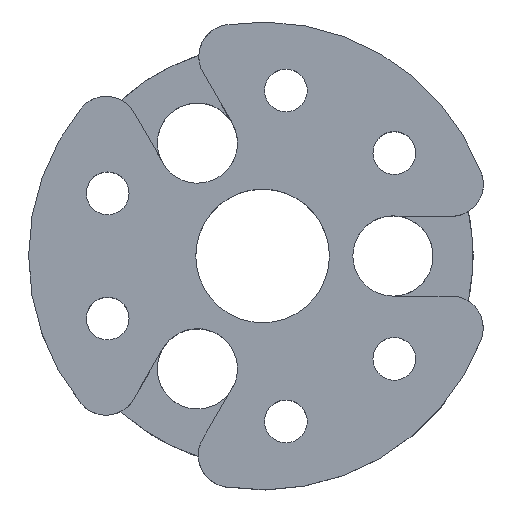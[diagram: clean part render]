
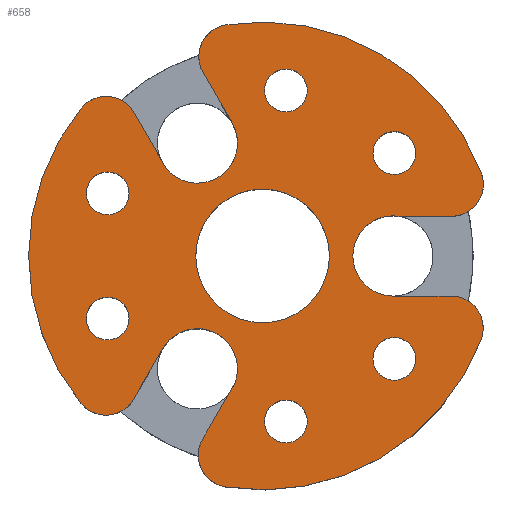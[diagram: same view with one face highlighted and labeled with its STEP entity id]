
A CAD part, top view. The second image highlights one B-rep face of the part: STEP entity #658.
In plain terms, the highlighted planar face has unit normal (0, 0, 1).
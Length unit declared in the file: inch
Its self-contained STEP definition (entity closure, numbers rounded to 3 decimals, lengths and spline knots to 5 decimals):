
#15=FACE_BOUND('',#85,.T.);
#16=FACE_BOUND('',#86,.T.);
#17=FACE_BOUND('',#87,.T.);
#18=FACE_BOUND('',#88,.T.);
#19=FACE_BOUND('',#89,.T.);
#20=FACE_BOUND('',#90,.T.);
#21=FACE_BOUND('',#91,.T.);
#33=PLANE('',#715);
#50=FACE_OUTER_BOUND('',#84,.T.);
#84=EDGE_LOOP('',(#453,#454,#455,#456,#457,#458,#459,#460,#461,#462,#463,
#464,#465,#466,#467,#468,#469,#470,#471));
#85=EDGE_LOOP('',(#472));
#86=EDGE_LOOP('',(#473));
#87=EDGE_LOOP('',(#474));
#88=EDGE_LOOP('',(#475));
#89=EDGE_LOOP('',(#476));
#90=EDGE_LOOP('',(#477));
#91=EDGE_LOOP('',(#478));
#135=LINE('',#1047,#178);
#136=LINE('',#1051,#179);
#137=LINE('',#1059,#180);
#138=LINE('',#1063,#181);
#139=LINE('',#1071,#182);
#140=LINE('',#1077,#183);
#178=VECTOR('',#826,0.3937);
#179=VECTOR('',#829,0.3937);
#180=VECTOR('',#836,0.3937);
#181=VECTOR('',#839,0.3937);
#182=VECTOR('',#846,0.3937);
#183=VECTOR('',#851,0.3937);
#217=CIRCLE('',#703,0.25);
#219=CIRCLE('',#706,0.12032);
#225=CIRCLE('',#714,0.875);
#226=CIRCLE('',#716,0.15);
#227=CIRCLE('',#717,0.12032);
#228=CIRCLE('',#718,0.875);
#229=CIRCLE('',#719,0.12032);
#230=CIRCLE('',#720,0.15);
#231=CIRCLE('',#721,0.12032);
#232=CIRCLE('',#722,0.875);
#233=CIRCLE('',#723,0.12032);
#234=CIRCLE('',#724,0.15);
#235=CIRCLE('',#725,0.15);
#236=CIRCLE('',#726,0.12032);
#237=CIRCLE('',#727,0.08005);
#238=CIRCLE('',#728,0.08005);
#239=CIRCLE('',#729,0.08005);
#240=CIRCLE('',#730,0.08005);
#241=CIRCLE('',#731,0.08005);
#242=CIRCLE('',#732,0.08005);
#273=VERTEX_POINT('',#1019);
#275=VERTEX_POINT('',#1025);
#276=VERTEX_POINT('',#1026);
#282=VERTEX_POINT('',#1042);
#283=VERTEX_POINT('',#1046);
#284=VERTEX_POINT('',#1048);
#285=VERTEX_POINT('',#1050);
#286=VERTEX_POINT('',#1052);
#287=VERTEX_POINT('',#1054);
#288=VERTEX_POINT('',#1056);
#289=VERTEX_POINT('',#1058);
#290=VERTEX_POINT('',#1060);
#291=VERTEX_POINT('',#1062);
#292=VERTEX_POINT('',#1064);
#293=VERTEX_POINT('',#1066);
#294=VERTEX_POINT('',#1068);
#295=VERTEX_POINT('',#1070);
#296=VERTEX_POINT('',#1072);
#297=VERTEX_POINT('',#1074);
#298=VERTEX_POINT('',#1076);
#299=VERTEX_POINT('',#1079);
#300=VERTEX_POINT('',#1081);
#301=VERTEX_POINT('',#1083);
#302=VERTEX_POINT('',#1085);
#303=VERTEX_POINT('',#1087);
#304=VERTEX_POINT('',#1089);
#337=EDGE_CURVE('',#273,#273,#217,.T.);
#340=EDGE_CURVE('',#275,#276,#219,.T.);
#348=EDGE_CURVE('',#282,#276,#225,.T.);
#350=EDGE_CURVE('',#275,#283,#135,.T.);
#351=EDGE_CURVE('',#283,#284,#226,.T.);
#352=EDGE_CURVE('',#284,#285,#136,.T.);
#353=EDGE_CURVE('',#286,#285,#227,.T.);
#354=EDGE_CURVE('',#286,#287,#228,.T.);
#355=EDGE_CURVE('',#288,#287,#229,.T.);
#356=EDGE_CURVE('',#288,#289,#137,.T.);
#357=EDGE_CURVE('',#289,#290,#230,.T.);
#358=EDGE_CURVE('',#290,#291,#138,.T.);
#359=EDGE_CURVE('',#292,#291,#231,.T.);
#360=EDGE_CURVE('',#292,#293,#232,.T.);
#361=EDGE_CURVE('',#294,#293,#233,.T.);
#362=EDGE_CURVE('',#294,#295,#139,.T.);
#363=EDGE_CURVE('',#295,#296,#234,.T.);
#364=EDGE_CURVE('',#296,#297,#235,.T.);
#365=EDGE_CURVE('',#297,#298,#140,.T.);
#366=EDGE_CURVE('',#282,#298,#236,.T.);
#367=EDGE_CURVE('',#299,#299,#237,.T.);
#368=EDGE_CURVE('',#300,#300,#238,.T.);
#369=EDGE_CURVE('',#301,#301,#239,.T.);
#370=EDGE_CURVE('',#302,#302,#240,.T.);
#371=EDGE_CURVE('',#303,#303,#241,.T.);
#372=EDGE_CURVE('',#304,#304,#242,.T.);
#453=ORIENTED_EDGE('',*,*,#340,.F.);
#454=ORIENTED_EDGE('',*,*,#350,.T.);
#455=ORIENTED_EDGE('',*,*,#351,.T.);
#456=ORIENTED_EDGE('',*,*,#352,.T.);
#457=ORIENTED_EDGE('',*,*,#353,.F.);
#458=ORIENTED_EDGE('',*,*,#354,.T.);
#459=ORIENTED_EDGE('',*,*,#355,.F.);
#460=ORIENTED_EDGE('',*,*,#356,.T.);
#461=ORIENTED_EDGE('',*,*,#357,.T.);
#462=ORIENTED_EDGE('',*,*,#358,.T.);
#463=ORIENTED_EDGE('',*,*,#359,.F.);
#464=ORIENTED_EDGE('',*,*,#360,.T.);
#465=ORIENTED_EDGE('',*,*,#361,.F.);
#466=ORIENTED_EDGE('',*,*,#362,.T.);
#467=ORIENTED_EDGE('',*,*,#363,.T.);
#468=ORIENTED_EDGE('',*,*,#364,.T.);
#469=ORIENTED_EDGE('',*,*,#365,.T.);
#470=ORIENTED_EDGE('',*,*,#366,.F.);
#471=ORIENTED_EDGE('',*,*,#348,.T.);
#472=ORIENTED_EDGE('',*,*,#337,.T.);
#473=ORIENTED_EDGE('',*,*,#367,.T.);
#474=ORIENTED_EDGE('',*,*,#368,.T.);
#475=ORIENTED_EDGE('',*,*,#369,.T.);
#476=ORIENTED_EDGE('',*,*,#370,.T.);
#477=ORIENTED_EDGE('',*,*,#371,.T.);
#478=ORIENTED_EDGE('',*,*,#372,.T.);
#658=ADVANCED_FACE('',(#50,#15,#16,#17,#18,#19,#20,#21),#33,.T.);
#703=AXIS2_PLACEMENT_3D('',#1020,#796,#797);
#706=AXIS2_PLACEMENT_3D('',#1027,#803,#804);
#714=AXIS2_PLACEMENT_3D('',#1043,#821,#822);
#715=AXIS2_PLACEMENT_3D('',#1045,#824,#825);
#716=AXIS2_PLACEMENT_3D('',#1049,#827,#828);
#717=AXIS2_PLACEMENT_3D('',#1053,#830,#831);
#718=AXIS2_PLACEMENT_3D('',#1055,#832,#833);
#719=AXIS2_PLACEMENT_3D('',#1057,#834,#835);
#720=AXIS2_PLACEMENT_3D('',#1061,#837,#838);
#721=AXIS2_PLACEMENT_3D('',#1065,#840,#841);
#722=AXIS2_PLACEMENT_3D('',#1067,#842,#843);
#723=AXIS2_PLACEMENT_3D('',#1069,#844,#845);
#724=AXIS2_PLACEMENT_3D('',#1073,#847,#848);
#725=AXIS2_PLACEMENT_3D('',#1075,#849,#850);
#726=AXIS2_PLACEMENT_3D('',#1078,#852,#853);
#727=AXIS2_PLACEMENT_3D('',#1080,#854,#855);
#728=AXIS2_PLACEMENT_3D('',#1082,#856,#857);
#729=AXIS2_PLACEMENT_3D('',#1084,#858,#859);
#730=AXIS2_PLACEMENT_3D('',#1086,#860,#861);
#731=AXIS2_PLACEMENT_3D('',#1088,#862,#863);
#732=AXIS2_PLACEMENT_3D('',#1090,#864,#865);
#796=DIRECTION('center_axis',(0.,0.,-1.));
#797=DIRECTION('ref_axis',(1.,0.,0.));
#803=DIRECTION('center_axis',(0.,0.,-1.));
#804=DIRECTION('ref_axis',(-0.903,0.43,0.));
#821=DIRECTION('center_axis',(0.,0.,1.));
#822=DIRECTION('ref_axis',(1.,0.,0.));
#824=DIRECTION('center_axis',(0.,0.,1.));
#825=DIRECTION('ref_axis',(1.,0.,0.));
#826=DIRECTION('',(0.5,-0.866,0.));
#827=DIRECTION('center_axis',(0.,0.,-1.));
#828=DIRECTION('ref_axis',(1.,0.,0.));
#829=DIRECTION('',(-0.5,0.866,0.));
#830=DIRECTION('center_axis',(0.,0.,-1.));
#831=DIRECTION('ref_axis',(0.08,0.997,0.));
#832=DIRECTION('center_axis',(0.,0.,1.));
#833=DIRECTION('ref_axis',(1.,0.,0.));
#834=DIRECTION('center_axis',(0.,0.,-1.));
#835=DIRECTION('ref_axis',(0.079,-0.997,0.));
#836=DIRECTION('',(0.5,0.866,0.));
#837=DIRECTION('center_axis',(0.,0.,-1.));
#838=DIRECTION('ref_axis',(1.,0.,0.));
#839=DIRECTION('',(-0.5,-0.866,0.));
#840=DIRECTION('center_axis',(0.,0.,-1.));
#841=DIRECTION('ref_axis',(-0.903,-0.429,0.));
#842=DIRECTION('center_axis',(0.,0.,1.));
#843=DIRECTION('ref_axis',(1.,0.,0.));
#844=DIRECTION('center_axis',(0.,0.,-1.));
#845=DIRECTION('ref_axis',(0.824,0.566,0.));
#846=DIRECTION('',(-1.,0.,0.));
#847=DIRECTION('center_axis',(0.,0.,-1.));
#848=DIRECTION('ref_axis',(1.,0.,0.));
#849=DIRECTION('center_axis',(0.,0.,-1.));
#850=DIRECTION('ref_axis',(1.,0.,0.));
#851=DIRECTION('',(1.,0.,0.));
#852=DIRECTION('center_axis',(0.,0.,-1.));
#853=DIRECTION('ref_axis',(0.823,-0.568,0.));
#854=DIRECTION('center_axis',(0.,0.,-1.));
#855=DIRECTION('ref_axis',(1.,0.,0.));
#856=DIRECTION('center_axis',(0.,0.,-1.));
#857=DIRECTION('ref_axis',(1.,0.,0.));
#858=DIRECTION('center_axis',(0.,0.,-1.));
#859=DIRECTION('ref_axis',(1.,0.,0.));
#860=DIRECTION('center_axis',(0.,0.,-1.));
#861=DIRECTION('ref_axis',(1.,0.,0.));
#862=DIRECTION('center_axis',(0.,0.,-1.));
#863=DIRECTION('ref_axis',(1.,0.,0.));
#864=DIRECTION('center_axis',(0.,0.,-1.));
#865=DIRECTION('ref_axis',(1.,0.,0.));
#1019=CARTESIAN_POINT('',(-0.25,0.,1.22441));
#1020=CARTESIAN_POINT('Origin',(0.,0.,1.22441));
#1025=CARTESIAN_POINT('',(-0.2224,0.68521,1.22441));
#1026=CARTESIAN_POINT('',(-0.13705,0.8642,1.22441));
#1027=CARTESIAN_POINT('Origin',(-0.11821,0.74537,1.22441));
#1042=CARTESIAN_POINT('',(0.81774,0.31134,1.22441));
#1043=CARTESIAN_POINT('Origin',(0.,0.,1.22441));
#1045=CARTESIAN_POINT('Origin',(0.,0.,1.22441));
#1046=CARTESIAN_POINT('',(-0.11385,0.49719,1.22441));
#1047=CARTESIAN_POINT('',(-0.08561,0.44828,1.22441));
#1048=CARTESIAN_POINT('',(-0.36057,0.3281,1.22441));
#1049=CARTESIAN_POINT('Origin',(-0.24375,0.42219,1.22441));
#1050=CARTESIAN_POINT('',(-0.481,0.5367,1.22441));
#1051=CARTESIAN_POINT('',(-0.256,0.14698,1.22441));
#1052=CARTESIAN_POINT('',(-0.6785,0.55251,1.22441));
#1053=CARTESIAN_POINT('Origin',(-0.5852,0.47654,1.22441));
#1054=CARTESIAN_POINT('',(-0.67989,-0.55079,1.22441));
#1055=CARTESIAN_POINT('Origin',(0.,0.,1.22441));
#1056=CARTESIAN_POINT('',(-0.48221,-0.53521,1.22441));
#1057=CARTESIAN_POINT('Origin',(-0.58641,-0.47505,1.22441));
#1058=CARTESIAN_POINT('',(-0.37365,-0.34719,1.22441));
#1059=CARTESIAN_POINT('',(-0.34542,-0.29828,1.22441));
#1060=CARTESIAN_POINT('',(-0.10385,-0.47631,1.22441));
#1061=CARTESIAN_POINT('Origin',(-0.24375,-0.42219,1.22441));
#1062=CARTESIAN_POINT('',(-0.22429,-0.68491,1.22441));
#1063=CARTESIAN_POINT('',(0.00071,-0.29519,1.22441));
#1064=CARTESIAN_POINT('',(-0.13924,-0.86385,1.22441));
#1065=CARTESIAN_POINT('Origin',(-0.12009,-0.74507,1.22441));
#1066=CARTESIAN_POINT('',(0.81694,-0.31341,1.22441));
#1067=CARTESIAN_POINT('Origin',(0.,0.,1.22441));
#1068=CARTESIAN_POINT('',(0.70461,-0.15,1.22441));
#1069=CARTESIAN_POINT('Origin',(0.70461,-0.27032,1.22441));
#1070=CARTESIAN_POINT('',(0.4875,-0.15,1.22441));
#1071=CARTESIAN_POINT('',(0.43102,-0.15,1.22441));
#1072=CARTESIAN_POINT('',(0.3375,0.,1.22441));
#1073=CARTESIAN_POINT('Origin',(0.4875,0.,1.22441));
#1074=CARTESIAN_POINT('',(0.51058,0.14821,1.22441));
#1075=CARTESIAN_POINT('Origin',(0.4875,0.,1.22441));
#1076=CARTESIAN_POINT('',(0.70529,0.14821,1.22441));
#1077=CARTESIAN_POINT('',(0.23221,0.14821,1.22441));
#1078=CARTESIAN_POINT('Origin',(0.70529,0.26853,1.22441));
#1079=CARTESIAN_POINT('',(0.00693,-0.61892,1.22441));
#1080=CARTESIAN_POINT('Origin',(0.08698,-0.61892,1.22441));
#1081=CARTESIAN_POINT('',(0.00693,0.61892,1.22441));
#1082=CARTESIAN_POINT('Origin',(0.08698,0.61892,1.22441));
#1083=CARTESIAN_POINT('',(-0.65954,-0.23413,1.22441));
#1084=CARTESIAN_POINT('Origin',(-0.57949,-0.23413,1.22441));
#1085=CARTESIAN_POINT('',(0.41246,-0.38479,1.22441));
#1086=CARTESIAN_POINT('Origin',(0.49251,-0.38479,1.22441));
#1087=CARTESIAN_POINT('',(0.41246,0.38479,1.22441));
#1088=CARTESIAN_POINT('Origin',(0.49251,0.38479,1.22441));
#1089=CARTESIAN_POINT('',(-0.65954,0.23413,1.22441));
#1090=CARTESIAN_POINT('Origin',(-0.57949,0.23413,1.22441));
